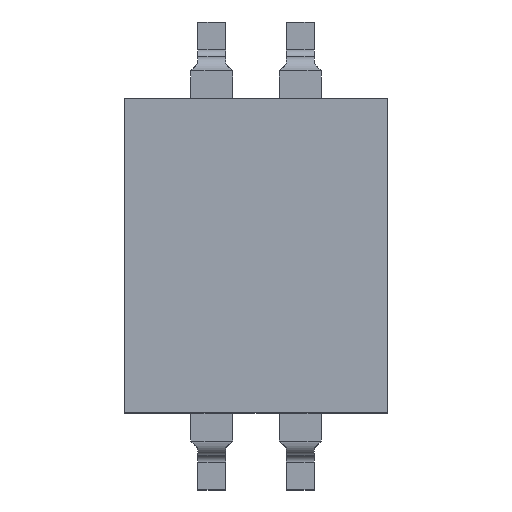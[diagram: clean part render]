
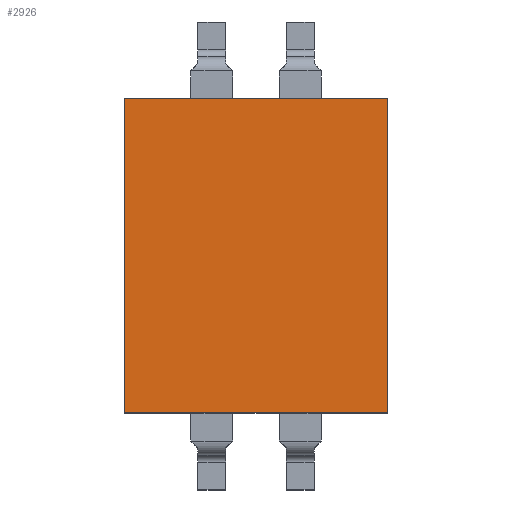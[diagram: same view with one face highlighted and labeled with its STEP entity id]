
A CAD part, top view. The second image highlights one B-rep face of the part: STEP entity #2926.
In plain terms, the highlighted planar face has unit normal (0, 0, 1).
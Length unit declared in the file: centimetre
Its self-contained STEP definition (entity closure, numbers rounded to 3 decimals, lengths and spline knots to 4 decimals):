
#174=FACE_OUTER_BOUND('',#344,.T.);
#344=EDGE_LOOP('',(#1983,#1984,#1985,#1986));
#543=LINE('',#4231,#883);
#546=LINE('',#4236,#886);
#548=LINE('',#4240,#888);
#550=LINE('',#4243,#890);
#883=VECTOR('',#3327,1.);
#886=VECTOR('',#3332,1.);
#888=VECTOR('',#3336,1.);
#890=VECTOR('',#3340,1.);
#1243=VERTEX_POINT('',#4229);
#1244=VERTEX_POINT('',#4230);
#1245=VERTEX_POINT('',#4235);
#1246=VERTEX_POINT('',#4239);
#1527=EDGE_CURVE('',#1243,#1244,#543,.T.);
#1530=EDGE_CURVE('',#1244,#1245,#546,.T.);
#1532=EDGE_CURVE('',#1245,#1246,#548,.T.);
#1534=EDGE_CURVE('',#1246,#1243,#550,.T.);
#1983=ORIENTED_EDGE('',*,*,#1527,.F.);
#1984=ORIENTED_EDGE('',*,*,#1534,.F.);
#1985=ORIENTED_EDGE('',*,*,#1532,.F.);
#1986=ORIENTED_EDGE('',*,*,#1530,.F.);
#2802=PLANE('',#3108);
#2926=ADVANCED_FACE('',(#174),#2802,.T.);
#3108=AXIS2_PLACEMENT_3D('',#4244,#3341,#3342);
#3327=DIRECTION('',(0.,-1.,0.));
#3332=DIRECTION('',(-1.,0.,0.));
#3336=DIRECTION('',(0.,1.,0.));
#3340=DIRECTION('',(1.,0.,0.));
#3341=DIRECTION('center_axis',(0.,0.,
1.));
#3342=DIRECTION('ref_axis',(1.,0.,0.));
#4229=CARTESIAN_POINT('',(0.1885,0.225,0.1511));
#4230=CARTESIAN_POINT('',(0.1885,-0.225,0.1511));
#4231=CARTESIAN_POINT('',(0.1885,0.225,0.1511));
#4235=CARTESIAN_POINT('',(-0.1885,-0.225,0.1511));
#4236=CARTESIAN_POINT('',(0.1885,-0.225,0.1511));
#4239=CARTESIAN_POINT('',(-0.1885,0.225,0.1511));
#4240=CARTESIAN_POINT('',(-0.1885,-0.225,0.1511));
#4243=CARTESIAN_POINT('',(-0.1885,0.225,0.1511));
#4244=CARTESIAN_POINT('Origin',(0.,0.,
0.1511));
